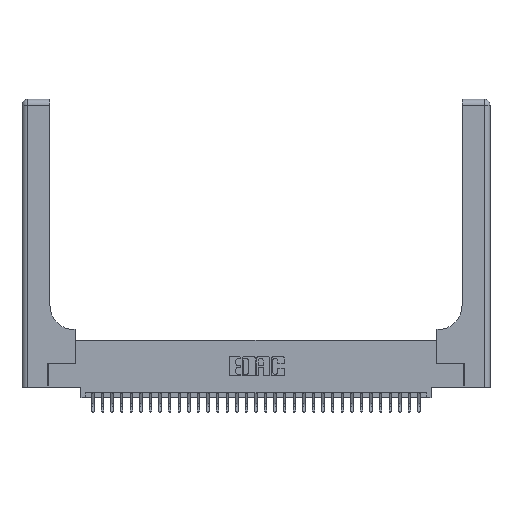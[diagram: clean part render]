
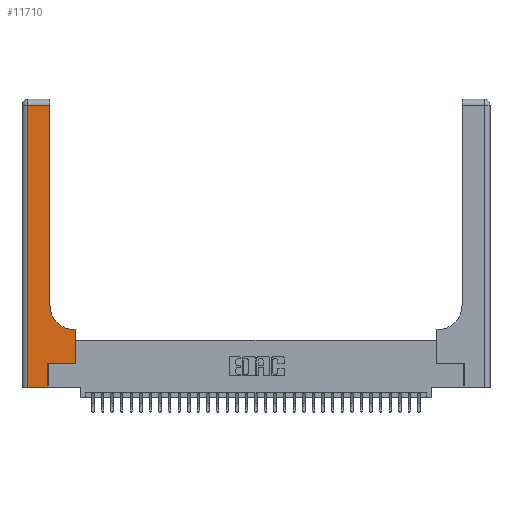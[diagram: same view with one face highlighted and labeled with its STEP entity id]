
A CAD part, top view. The second image highlights one B-rep face of the part: STEP entity #11710.
In plain terms, the highlighted planar face has unit normal (0, 0, 1).
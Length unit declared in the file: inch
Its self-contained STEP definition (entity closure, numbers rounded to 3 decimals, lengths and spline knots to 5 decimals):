
#66 = CARTESIAN_POINT ( 'NONE',  ( 0.5415, 0.6, 0.37 ) ) ;
#1180 = CARTESIAN_POINT ( 'NONE',  ( 0.2915, 3., 0.37 ) ) ;
#1236 = EDGE_CURVE ( 'NONE', #22574, #33878, #17745, .T. ) ;
#1606 = ORIENTED_EDGE ( 'NONE', *, *, #1236, .T. ) ;
#2048 = DIRECTION ( 'NONE',  ( 0., 1., 0. ) ) ;
#2552 = ORIENTED_EDGE ( 'NONE', *, *, #26792, .T. ) ;
#2620 = CARTESIAN_POINT ( 'NONE',  ( 0., 3., 0.37 ) ) ;
#3412 = CARTESIAN_POINT ( 'NONE',  ( 0.5585, 0.6, 0.37 ) ) ;
#3559 = CARTESIAN_POINT ( 'NONE',  ( 0.2915, 2.94, 0.37 ) ) ;
#3922 = AXIS2_PLACEMENT_3D ( 'NONE', #7157, #25496, #9780 ) ;
#4494 = DIRECTION ( 'NONE',  ( 0., -1., 0. ) ) ;
#5003 = VECTOR ( 'NONE', #14207, 39.37008 ) ;
#5234 = DIRECTION ( 'NONE',  ( -1., 0., 0. ) ) ;
#6137 = VERTEX_POINT ( 'NONE', #66 ) ;
#6445 = DIRECTION ( 'NONE',  ( 0., 1., 0. ) ) ;
#6645 = DIRECTION ( 'NONE',  ( 1., 0., 0. ) ) ;
#6881 = CARTESIAN_POINT ( 'NONE',  ( 0.5585, 0.25, 0.37 ) ) ;
#7157 = CARTESIAN_POINT ( 'NONE',  ( 0.5415, 0.85, 0.37 ) ) ;
#7203 = CIRCLE ( 'NONE', #3922, 0.25 ) ;
#7569 = CARTESIAN_POINT ( 'NONE',  ( 0.269, 0., 0.37 ) ) ;
#7845 = ORIENTED_EDGE ( 'NONE', *, *, #32464, .T. ) ;
#7935 = CARTESIAN_POINT ( 'NONE',  ( 0.2915, 0.85, 0.37 ) ) ;
#8408 = EDGE_LOOP ( 'NONE', ( #16825, #23644, #1606, #17518, #2552, #15756, #10063, #18466, #7845 ) ) ;
#9088 = CARTESIAN_POINT ( 'NONE',  ( 0.269, 0.25, 0.37 ) ) ;
#9780 = DIRECTION ( 'NONE',  ( 1., 0., 0. ) ) ;
#9802 = CARTESIAN_POINT ( 'NONE',  ( 0.5585, 0.25, 0.37 ) ) ;
#9807 = EDGE_CURVE ( 'NONE', #19597, #6137, #9914, .T. ) ;
#9914 = LINE ( 'NONE', #22805, #23855 ) ;
#10063 = ORIENTED_EDGE ( 'NONE', *, *, #17447, .T. ) ;
#11209 = CARTESIAN_POINT ( 'NONE',  ( 0.269, 0., 0.37 ) ) ;
#11566 = CARTESIAN_POINT ( 'NONE',  ( 0.269, 0.25, 0.37 ) ) ;
#11604 = VERTEX_POINT ( 'NONE', #7569 ) ;
#11710 = ADVANCED_FACE ( 'NONE', ( #16764 ), #12992, .F. ) ;
#11736 = VECTOR ( 'NONE', #6645, 39.37008 ) ;
#12071 = VERTEX_POINT ( 'NONE', #9088 ) ;
#12800 = EDGE_CURVE ( 'NONE', #33878, #11604, #14219, .T. ) ;
#12992 = PLANE ( 'NONE',  #17357 ) ;
#13369 = VERTEX_POINT ( 'NONE', #3559 ) ;
#13843 = VECTOR ( 'NONE', #6445, 39.37008 ) ;
#14207 = DIRECTION ( 'NONE',  ( 1., 0., 0. ) ) ;
#14219 = LINE ( 'NONE', #19739, #11736 ) ;
#14416 = CARTESIAN_POINT ( 'NONE',  ( 0., 2.94, 0.37 ) ) ;
#14973 = VERTEX_POINT ( 'NONE', #7935 ) ;
#15756 = ORIENTED_EDGE ( 'NONE', *, *, #18457, .T. ) ;
#16079 = VECTOR ( 'NONE', #4494, 39.37008 ) ;
#16764 = FACE_OUTER_BOUND ( 'NONE', #8408, .T. ) ;
#16825 = ORIENTED_EDGE ( 'NONE', *, *, #31305, .T. ) ;
#16861 = CARTESIAN_POINT ( 'NONE',  ( 0.06, 2.94, 0.37 ) ) ;
#17357 = AXIS2_PLACEMENT_3D ( 'NONE', #2620, #20921, #5234 ) ;
#17447 = EDGE_CURVE ( 'NONE', #31425, #19597, #33391, .T. ) ;
#17518 = ORIENTED_EDGE ( 'NONE', *, *, #12800, .T. ) ;
#17745 = LINE ( 'NONE', #20092, #16079 ) ;
#18457 = EDGE_CURVE ( 'NONE', #12071, #31425, #26719, .T. ) ;
#18466 = ORIENTED_EDGE ( 'NONE', *, *, #9807, .T. ) ;
#18570 = CARTESIAN_POINT ( 'NONE',  ( 0.06, 0., 0.37 ) ) ;
#19597 = VERTEX_POINT ( 'NONE', #3412 ) ;
#19732 = DIRECTION ( 'NONE',  ( -1., 0., 0. ) ) ;
#19739 = CARTESIAN_POINT ( 'NONE',  ( 0., 0., 0.37 ) ) ;
#20092 = CARTESIAN_POINT ( 'NONE',  ( 0.06, 3., 0.37 ) ) ;
#20284 = LINE ( 'NONE', #14416, #25587 ) ;
#20817 = LINE ( 'NONE', #1180, #13843 ) ;
#20921 = DIRECTION ( 'NONE',  ( 0., 0., -1. ) ) ;
#22574 = VERTEX_POINT ( 'NONE', #16861 ) ;
#22805 = CARTESIAN_POINT ( 'NONE',  ( 0.2915, 0.6, 0.37 ) ) ;
#23644 = ORIENTED_EDGE ( 'NONE', *, *, #33461, .T. ) ;
#23855 = VECTOR ( 'NONE', #28076, 39.37008 ) ;
#24175 = DIRECTION ( 'NONE',  ( 0., 1., 0. ) ) ;
#25496 = DIRECTION ( 'NONE',  ( 0., 0., -1. ) ) ;
#25587 = VECTOR ( 'NONE', #19732, 39.37008 ) ;
#25632 = LINE ( 'NONE', #11209, #33450 ) ;
#26719 = LINE ( 'NONE', #11566, #5003 ) ;
#26792 = EDGE_CURVE ( 'NONE', #11604, #12071, #25632, .T. ) ;
#28076 = DIRECTION ( 'NONE',  ( -1., 0., 0. ) ) ;
#31305 = EDGE_CURVE ( 'NONE', #14973, #13369, #20817, .T. ) ;
#31425 = VERTEX_POINT ( 'NONE', #6881 ) ;
#32464 = EDGE_CURVE ( 'NONE', #6137, #14973, #7203, .T. ) ;
#32572 = VECTOR ( 'NONE', #2048, 39.37008 ) ;
#33391 = LINE ( 'NONE', #9802, #32572 ) ;
#33450 = VECTOR ( 'NONE', #24175, 39.37008 ) ;
#33461 = EDGE_CURVE ( 'NONE', #13369, #22574, #20284, .T. ) ;
#33878 = VERTEX_POINT ( 'NONE', #18570 ) ;
